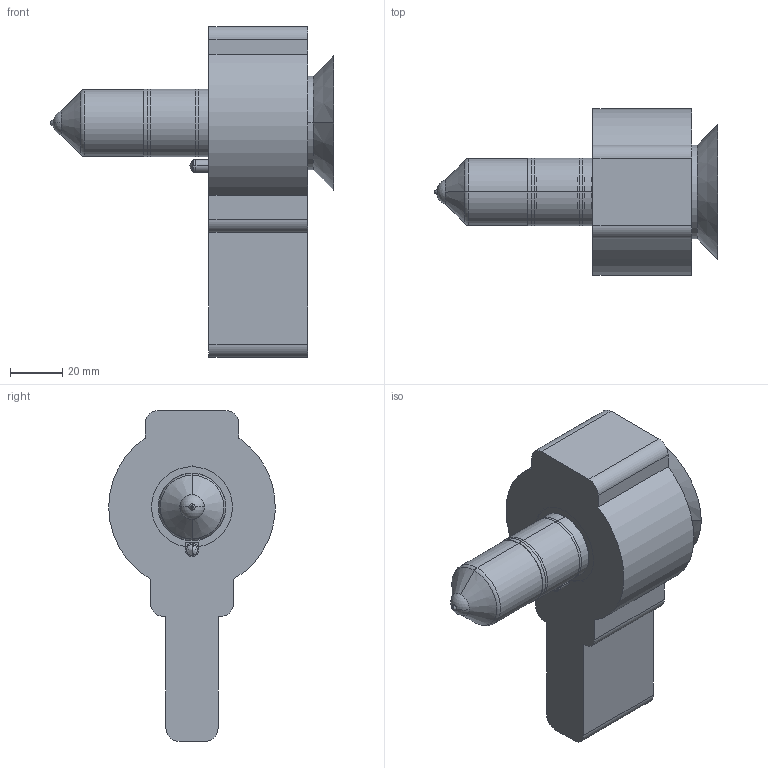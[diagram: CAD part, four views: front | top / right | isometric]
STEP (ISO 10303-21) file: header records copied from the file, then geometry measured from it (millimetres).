
FILE_DESCRIPTION (( 'STEP AP214' ), '1' );
FILE_NAME ('Dysza centralna - 26x61 EA-WP26.STEP', '2017-05-29T13:00:34', ( '' ), ( '' ), 'SwSTEP 2.0', 'SolidWorks 2016', '' );
FILE_SCHEMA (( 'AUTOMOTIVE_DESIGN' ));
Length unit declared in the file: millimetre
Products named in the file (9): nakladka do dyszy centralnej 26 - 26000-11; 26x061 - komora_Standard; nak³adka 26 - 26000-11; nak³adka - EA-WP-26; 26x061 - dysza - 26061-00_Standard; komora nak³adki 26; grza³ka opaskowa 40x22 - nak³adka 26 - 26000-09; 26x061 - korpus - 26061-02; Dysza centralna - 26x61 EA-WP26
Assembly tree (8 placements, depth 4):
  Dysza centralna - 26x61 EA-WP26
    26x061 - dysza - 26061-00_Standard
      26x061 - komora_Standard
      26x061 - korpus - 26061-02
    nak³adka - EA-WP-26
      nak³adka 26 - 26000-11
        nakladka do dyszy centralnej 26 - 26000-11
      grza³ka opaskowa 40x22 - nak³adka 26 - 26000-09
      komora nak³adki 26
Bounding box: 109 x 63.98 x 127 mm (x, y, z)
Volume: 297433.2 mm3; surface area: 65981.5 mm2
Topology: 8 solids, 11 shells, 401 faces, 952 edges, 568 vertices
Faces by surface type: cylinder 148, torus 82, plane 74, cone 68, sphere 16, bspline 13
Entity records: 17405 total; most frequent: CARTESIAN_POINT 7760, DIRECTION 2110, ORIENTED_EDGE 1892, EDGE_CURVE 946, AXIS2_PLACEMENT_3D 894, VERTEX_POINT 568, CIRCLE 492, EDGE_LOOP 422
